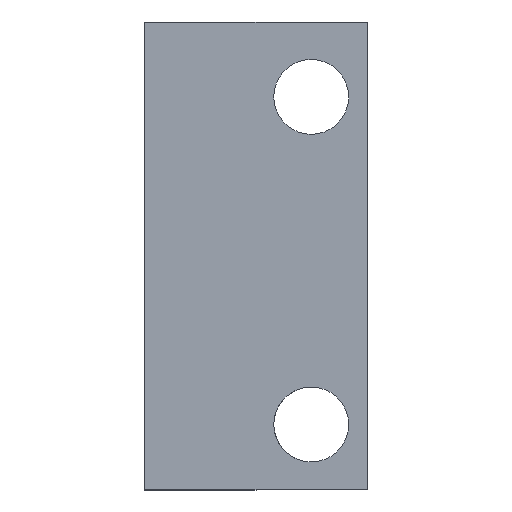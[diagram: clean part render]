
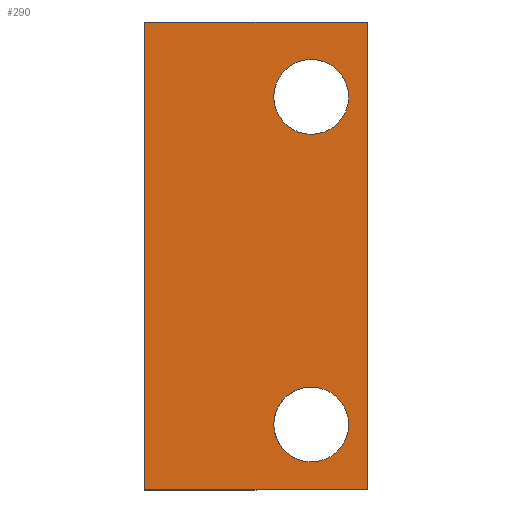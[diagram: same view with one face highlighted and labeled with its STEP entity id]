
A CAD part, left-side view. The second image highlights one B-rep face of the part: STEP entity #290.
In plain terms, the highlighted planar face has unit normal (-1, 0, 0).
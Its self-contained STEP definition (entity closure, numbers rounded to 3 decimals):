
#23=PLANE('',#332);
#32=FACE_BOUND('',#70,.T.);
#33=FACE_BOUND('',#71,.T.);
#48=FACE_OUTER_BOUND('',#69,.T.);
#69=EDGE_LOOP('',(#263,#264,#265,#266));
#70=EDGE_LOOP('',(#267));
#71=EDGE_LOOP('',(#268));
#77=LINE('',#477,#105);
#94=LINE('',#519,#122);
#100=LINE('',#530,#128);
#101=LINE('',#532,#129);
#105=VECTOR('',#353,10.);
#122=VECTOR('',#390,10.);
#128=VECTOR('',#402,10.);
#129=VECTOR('',#405,10.);
#132=CIRCLE('',#316,4.);
#135=CIRCLE('',#321,4.);
#141=VERTEX_POINT('',#467);
#144=VERTEX_POINT('',#474);
#145=VERTEX_POINT('',#476);
#152=VERTEX_POINT('',#492);
#160=VERTEX_POINT('',#518);
#162=VERTEX_POINT('',#528);
#167=EDGE_CURVE('',#141,#141,#132,.T.);
#171=EDGE_CURVE('',#144,#145,#77,.T.);
#180=EDGE_CURVE('',#152,#152,#135,.T.);
#192=EDGE_CURVE('',#145,#160,#94,.T.);
#198=EDGE_CURVE('',#162,#160,#100,.T.);
#199=EDGE_CURVE('',#144,#162,#101,.T.);
#263=ORIENTED_EDGE('',*,*,#199,.T.);
#264=ORIENTED_EDGE('',*,*,#198,.T.);
#265=ORIENTED_EDGE('',*,*,#192,.F.);
#266=ORIENTED_EDGE('',*,*,#171,.F.);
#267=ORIENTED_EDGE('',*,*,#167,.T.);
#268=ORIENTED_EDGE('',*,*,#180,.T.);
#290=ADVANCED_FACE('',(#48,#32,#33),#23,.T.);
#316=AXIS2_PLACEMENT_3D('',#468,#345,#346);
#321=AXIS2_PLACEMENT_3D('',#494,#365,#366);
#332=AXIS2_PLACEMENT_3D('',#531,#403,#404);
#345=DIRECTION('center_axis',(1.,0.,0.));
#346=DIRECTION('ref_axis',(0.,0.,-1.));
#353=DIRECTION('',(0.,0.,1.));
#365=DIRECTION('center_axis',(1.,0.,0.));
#366=DIRECTION('ref_axis',(0.,0.,-1.));
#390=DIRECTION('',(0.,-1.,0.));
#402=DIRECTION('',(0.,0.,1.));
#403=DIRECTION('center_axis',(-1.,0.,0.));
#404=DIRECTION('ref_axis',(0.,-1.,0.));
#405=DIRECTION('',(0.,-1.,0.));
#467=CARTESIAN_POINT('',(-10.5,0.,11.));
#468=CARTESIAN_POINT('Origin',(-10.5,0.,7.));
#474=CARTESIAN_POINT('',(-10.5,17.8,0.));
#476=CARTESIAN_POINT('',(-10.5,17.8,50.));
#477=CARTESIAN_POINT('',(-10.5,17.8,0.));
#492=CARTESIAN_POINT('',(-10.5,0.,46.));
#494=CARTESIAN_POINT('Origin',(-10.5,0.,42.));
#518=CARTESIAN_POINT('',(-10.5,-6.,50.));
#519=CARTESIAN_POINT('',(-10.5,6.,50.));
#528=CARTESIAN_POINT('',(-10.5,-6.,0.));
#530=CARTESIAN_POINT('',(-10.5,-6.,0.));
#531=CARTESIAN_POINT('Origin',(-10.5,6.,0.));
#532=CARTESIAN_POINT('',(-10.5,6.,0.));
